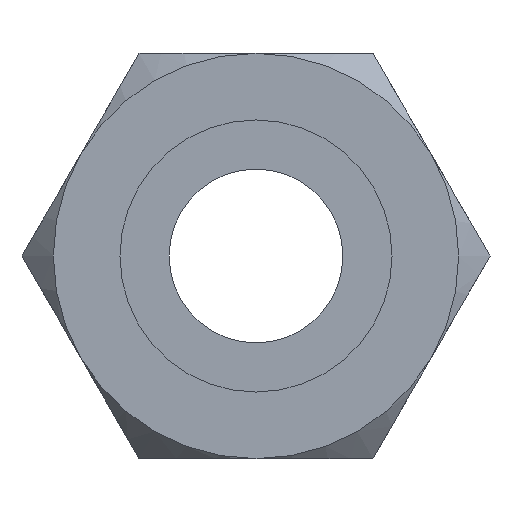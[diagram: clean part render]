
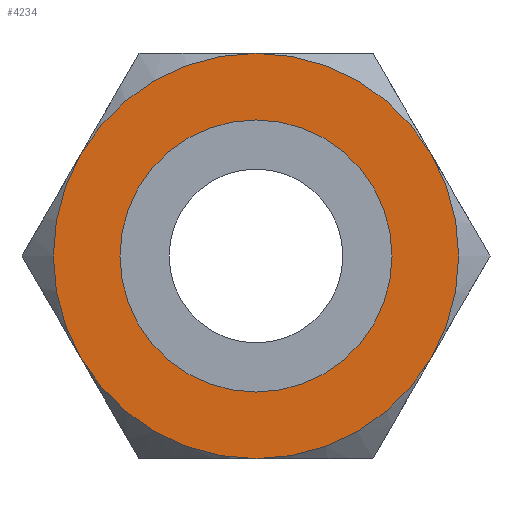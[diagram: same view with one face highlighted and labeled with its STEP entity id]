
A CAD part, left-side view. The second image highlights one B-rep face of the part: STEP entity #4234.
In plain terms, the highlighted planar face has unit normal (-1, 0, 0).
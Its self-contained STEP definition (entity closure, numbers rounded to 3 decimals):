
#48 = CARTESIAN_POINT ( 'NONE',  ( 13., 6.062, 3.5 ) ) ;
#146 = VERTEX_POINT ( 'NONE', #5879 ) ;
#403 = FACE_BOUND ( 'NONE', #3741, .T. ) ;
#410 = DIRECTION ( 'NONE',  ( 1., 0., 0. ) ) ;
#567 = VERTEX_POINT ( 'NONE', #4145 ) ;
#597 = AXIS2_PLACEMENT_3D ( 'NONE', #4007, #2672, #4039 ) ;
#602 = AXIS2_PLACEMENT_3D ( 'NONE', #2486, #4335, #4721 ) ;
#689 = DIRECTION ( 'NONE',  ( -1., 0., 0. ) ) ;
#698 = EDGE_CURVE ( 'NONE', #146, #4684, #4014, .T. ) ;
#857 = PLANE ( 'NONE',  #3188 ) ;
#920 = VERTEX_POINT ( 'NONE', #48 ) ;
#992 = CIRCLE ( 'NONE', #3278, 7. ) ;
#1049 = DIRECTION ( 'NONE',  ( 0., 0., 1. ) ) ;
#1094 = EDGE_CURVE ( 'NONE', #567, #3478, #4205, .T. ) ;
#1149 = ORIENTED_EDGE ( 'NONE', *, *, #1477, .F. ) ;
#1173 = AXIS2_PLACEMENT_3D ( 'NONE', #4493, #410, #4050 ) ;
#1241 = VERTEX_POINT ( 'NONE', #5440 ) ;
#1260 = EDGE_CURVE ( 'NONE', #3067, #567, #5817, .T. ) ;
#1278 = AXIS2_PLACEMENT_3D ( 'NONE', #2074, #2043, #4722 ) ;
#1372 = CIRCLE ( 'NONE', #602, 7. ) ;
#1421 = ORIENTED_EDGE ( 'NONE', *, *, #4430, .F. ) ;
#1477 = EDGE_CURVE ( 'NONE', #1241, #920, #4879, .T. ) ;
#1589 = DIRECTION ( 'NONE',  ( 0., 0., 1. ) ) ;
#1689 = FACE_OUTER_BOUND ( 'NONE', #3135, .T. ) ;
#1782 = CARTESIAN_POINT ( 'NONE',  ( 13., 0., 0. ) ) ;
#1847 = CIRCLE ( 'NONE', #3101, 4.7 ) ;
#2043 = DIRECTION ( 'NONE',  ( 1., 0., 0. ) ) ;
#2074 = CARTESIAN_POINT ( 'NONE',  ( 13., 0., 0. ) ) ;
#2206 = AXIS2_PLACEMENT_3D ( 'NONE', #2929, #3849, #1589 ) ;
#2284 = VERTEX_POINT ( 'NONE', #3164 ) ;
#2447 = DIRECTION ( 'NONE',  ( 1., 0., 0. ) ) ;
#2486 = CARTESIAN_POINT ( 'NONE',  ( 13., 0., 0. ) ) ;
#2502 = CARTESIAN_POINT ( 'NONE',  ( 13., 0., 0. ) ) ;
#2642 = EDGE_CURVE ( 'NONE', #2284, #3067, #1372, .T. ) ;
#2672 = DIRECTION ( 'NONE',  ( 1., 0., 0. ) ) ;
#2798 = CARTESIAN_POINT ( 'NONE',  ( 13., -6.062, 3.5 ) ) ;
#2842 = CARTESIAN_POINT ( 'NONE',  ( 13., 0., 0. ) ) ;
#2929 = CARTESIAN_POINT ( 'NONE',  ( 13., 0., 0. ) ) ;
#3067 = VERTEX_POINT ( 'NONE', #2798 ) ;
#3101 = AXIS2_PLACEMENT_3D ( 'NONE', #2502, #689, #1049 ) ;
#3118 = CARTESIAN_POINT ( 'NONE',  ( 13., 0., -4.7 ) ) ;
#3135 = EDGE_LOOP ( 'NONE', ( #5690, #4656, #4523, #5482, #3742, #1149 ) ) ;
#3157 = DIRECTION ( 'NONE',  ( 1., 0., 0. ) ) ;
#3164 = CARTESIAN_POINT ( 'NONE',  ( 13., 0., 7. ) ) ;
#3188 = AXIS2_PLACEMENT_3D ( 'NONE', #1782, #3157, #4483 ) ;
#3191 = CIRCLE ( 'NONE', #3946, 7. ) ;
#3237 = DIRECTION ( 'NONE',  ( -1., 0., 0. ) ) ;
#3278 = AXIS2_PLACEMENT_3D ( 'NONE', #3318, #2447, #4764 ) ;
#3318 = CARTESIAN_POINT ( 'NONE',  ( 13., 0., 0. ) ) ;
#3478 = VERTEX_POINT ( 'NONE', #4272 ) ;
#3741 = EDGE_LOOP ( 'NONE', ( #4048, #1421 ) ) ;
#3742 = ORIENTED_EDGE ( 'NONE', *, *, #5471, .T. ) ;
#3849 = DIRECTION ( 'NONE',  ( -1., 0., 0. ) ) ;
#3946 = AXIS2_PLACEMENT_3D ( 'NONE', #2842, #3237, #4566 ) ;
#4007 = CARTESIAN_POINT ( 'NONE',  ( 13., 0., 0. ) ) ;
#4014 = CIRCLE ( 'NONE', #2206, 4.7 ) ;
#4039 = DIRECTION ( 'NONE',  ( 0., 0., -1. ) ) ;
#4048 = ORIENTED_EDGE ( 'NONE', *, *, #698, .F. ) ;
#4050 = DIRECTION ( 'NONE',  ( 0., 0., -1. ) ) ;
#4145 = CARTESIAN_POINT ( 'NONE',  ( 13., -6.062, -3.5 ) ) ;
#4205 = CIRCLE ( 'NONE', #1278, 7. ) ;
#4234 = ADVANCED_FACE ( 'NONE', ( #403, #1689 ), #857, .F. ) ;
#4272 = CARTESIAN_POINT ( 'NONE',  ( 13., 0., -7. ) ) ;
#4335 = DIRECTION ( 'NONE',  ( 1., 0., 0. ) ) ;
#4430 = EDGE_CURVE ( 'NONE', #4684, #146, #1847, .T. ) ;
#4462 = EDGE_CURVE ( 'NONE', #3478, #1241, #992, .T. ) ;
#4483 = DIRECTION ( 'NONE',  ( 0., 0., -1. ) ) ;
#4493 = CARTESIAN_POINT ( 'NONE',  ( 13., 0., 0. ) ) ;
#4523 = ORIENTED_EDGE ( 'NONE', *, *, #1260, .F. ) ;
#4566 = DIRECTION ( 'NONE',  ( 0., 0., 1. ) ) ;
#4656 = ORIENTED_EDGE ( 'NONE', *, *, #1094, .F. ) ;
#4684 = VERTEX_POINT ( 'NONE', #3118 ) ;
#4721 = DIRECTION ( 'NONE',  ( 0., 0., -1. ) ) ;
#4722 = DIRECTION ( 'NONE',  ( 0., 0., -1. ) ) ;
#4764 = DIRECTION ( 'NONE',  ( 0., 0., -1. ) ) ;
#4879 = CIRCLE ( 'NONE', #597, 7. ) ;
#5440 = CARTESIAN_POINT ( 'NONE',  ( 13., 6.062, -3.5 ) ) ;
#5471 = EDGE_CURVE ( 'NONE', #2284, #920, #3191, .T. ) ;
#5482 = ORIENTED_EDGE ( 'NONE', *, *, #2642, .F. ) ;
#5690 = ORIENTED_EDGE ( 'NONE', *, *, #4462, .F. ) ;
#5817 = CIRCLE ( 'NONE', #1173, 7. ) ;
#5879 = CARTESIAN_POINT ( 'NONE',  ( 13., 0., 4.7 ) ) ;
